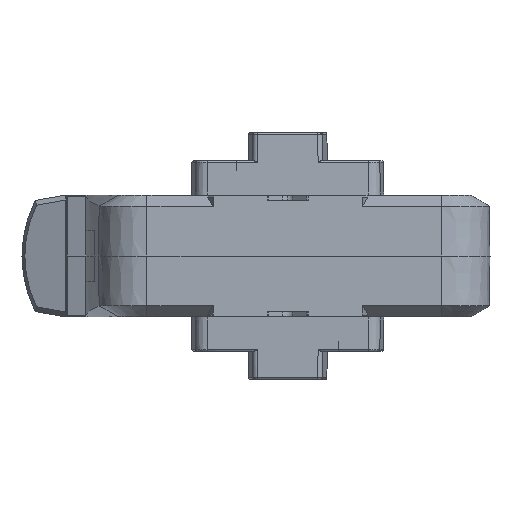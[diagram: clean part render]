
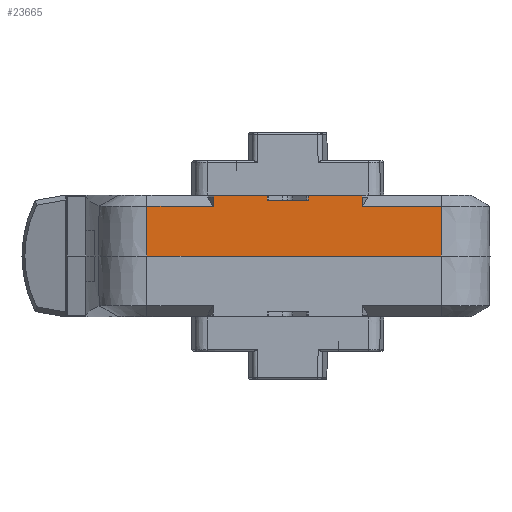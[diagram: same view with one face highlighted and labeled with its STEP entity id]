
A CAD part, left-side view. The second image highlights one B-rep face of the part: STEP entity #23665.
In plain terms, the highlighted planar face has unit normal (-1, 0, 0.009).
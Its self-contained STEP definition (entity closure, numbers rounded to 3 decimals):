
#21983 = VERTEX_POINT ( 'NONE', #37032 ) ;
#22103 = VERTEX_POINT ( 'NONE', #37280 ) ;
#22122 = EDGE_CURVE ( 'NONE', #21983, #22131, #34582, .T. ) ;
#22131 = VERTEX_POINT ( 'NONE', #37540 ) ;
#22132 = VERTEX_POINT ( 'NONE', #37539 ) ;
#22148 = EDGE_CURVE ( 'NONE', #22131, #22132, #37622, .T. ) ;
#22171 = EDGE_CURVE ( 'NONE', #22103, #22230, #37741, .T. ) ;
#22183 = EDGE_CURVE ( 'NONE', #22209, #22214, #37717, .T. ) ;
#22197 = EDGE_CURVE ( 'NONE', #22238, #21983, #37826, .T. ) ;
#22209 = VERTEX_POINT ( 'NONE', #37908 ) ;
#22214 = VERTEX_POINT ( 'NONE', #37899 ) ;
#22230 = VERTEX_POINT ( 'NONE', #37888 ) ;
#22238 = VERTEX_POINT ( 'NONE', #37877 ) ;
#23416 = VERTEX_POINT ( 'NONE', #40900 ) ;
#23429 = EDGE_CURVE ( 'NONE', #23416, #22238, #40858, .T. ) ;
#23433 = VERTEX_POINT ( 'NONE', #40907 ) ;
#23457 = EDGE_CURVE ( 'NONE', #22230, #23433, #40956, .T. ) ;
#23498 = EDGE_CURVE ( 'NONE', #23604, #22214, #41108, .T. ) ;
#23549 = EDGE_CURVE ( 'NONE', #22103, #23416, #41223, .T. ) ;
#23581 = EDGE_CURVE ( 'NONE', #22132, #23604, #41301, .T. ) ;
#23592 = EDGE_CURVE ( 'NONE', #23712, #22209, #41268, .T. ) ;
#23604 = VERTEX_POINT ( 'NONE', #40808 ) ;
#23638 = ORIENTED_EDGE ( 'NONE', *, *, #23592, .F. ) ;
#23640 = EDGE_CURVE ( 'NONE', #23775, #23778, #41411, .T. ) ;
#23641 = ORIENTED_EDGE ( 'NONE', *, *, #23549, .T. ) ;
#23645 = ORIENTED_EDGE ( 'NONE', *, *, #23640, .T. ) ;
#23647 = EDGE_CURVE ( 'NONE', #23778, #23433, #41442, .T. ) ;
#23652 = EDGE_LOOP ( 'NONE', ( #23773, #23776, #23781, #23638, #23779, #23645, #23753, #23786, #23759, #23641, #23755, #23764, #23774, #23768 ) ) ;
#23665 = ADVANCED_FACE ( 'NONE', ( #41436 ), #41519, .T. ) ;
#23712 = VERTEX_POINT ( 'NONE', #41554 ) ;
#23753 = ORIENTED_EDGE ( 'NONE', *, *, #23647, .T. ) ;
#23755 = ORIENTED_EDGE ( 'NONE', *, *, #23429, .T. ) ;
#23759 = ORIENTED_EDGE ( 'NONE', *, *, #22171, .F. ) ;
#23764 = ORIENTED_EDGE ( 'NONE', *, *, #22197, .T. ) ;
#23768 = ORIENTED_EDGE ( 'NONE', *, *, #22148, .T. ) ;
#23773 = ORIENTED_EDGE ( 'NONE', *, *, #23581, .T. ) ;
#23774 = ORIENTED_EDGE ( 'NONE', *, *, #22122, .T. ) ;
#23775 = VERTEX_POINT ( 'NONE', #41645 ) ;
#23776 = ORIENTED_EDGE ( 'NONE', *, *, #23498, .T. ) ;
#23778 = VERTEX_POINT ( 'NONE', #41721 ) ;
#23779 = ORIENTED_EDGE ( 'NONE', *, *, #23783, .T. ) ;
#23781 = ORIENTED_EDGE ( 'NONE', *, *, #22183, .F. ) ;
#23783 = EDGE_CURVE ( 'NONE', #23712, #23775, #41730, .T. ) ;
#23786 = ORIENTED_EDGE ( 'NONE', *, *, #23457, .F. ) ;
#34582 = LINE ( 'NONE', #36208, #36341 ) ;
#36208 = CARTESIAN_POINT ( 'NONE',  ( -132.801, 83., 10.35 ) ) ;
#36221 = DIRECTION ( 'NONE',  ( 0., 1., 0. ) ) ;
#36341 = VECTOR ( 'NONE', #36221, 1000. ) ;
#37032 = CARTESIAN_POINT ( 'NONE',  ( -132.801, -8.457, 10.35 ) ) ;
#37280 = CARTESIAN_POINT ( 'NONE',  ( -132.789, -30.564, 11.693 ) ) ;
#37539 = CARTESIAN_POINT ( 'NONE',  ( -132.784, 8.457, 12.3 ) ) ;
#37540 = CARTESIAN_POINT ( 'NONE',  ( -132.801, 8.457, 10.35 ) ) ;
#37621 = CARTESIAN_POINT ( 'NONE',  ( -132.791, 8.457, 11.425 ) ) ;
#37622 = LINE ( 'NONE', #37621, #37653 ) ;
#37652 = DIRECTION ( 'NONE',  ( 0.009, 0., 1. ) ) ;
#37653 = VECTOR ( 'NONE', #37652, 1000. ) ;
#37717 = LINE ( 'NONE', #37849, #37848 ) ;
#37733 = DIRECTION ( 'NONE',  ( -0.009, -0.006, -1. ) ) ;
#37734 = VECTOR ( 'NONE', #37733, 1000. ) ;
#37740 = CARTESIAN_POINT ( 'NONE',  ( -132.801, -30.573, 10.308 ) ) ;
#37741 = LINE ( 'NONE', #37740, #37734 ) ;
#37794 = DIRECTION ( 'NONE',  ( -0.009, 0., -1. ) ) ;
#37795 = VECTOR ( 'NONE', #37794, 1000. ) ;
#37824 = CARTESIAN_POINT ( 'NONE',  ( -132.791, -8.457, 11.425 ) ) ;
#37826 = LINE ( 'NONE', #37824, #37795 ) ;
#37846 = DIRECTION ( 'NONE',  ( 0.009, -0.006, 1. ) ) ;
#37848 = VECTOR ( 'NONE', #37846, 1000. ) ;
#37849 = CARTESIAN_POINT ( 'NONE',  ( -132.801, 30.573, 10.308 ) ) ;
#37877 = CARTESIAN_POINT ( 'NONE',  ( -132.784, -8.457, 12.3 ) ) ;
#37888 = CARTESIAN_POINT ( 'NONE',  ( -132.821, -30.587, 7.984 ) ) ;
#37899 = CARTESIAN_POINT ( 'NONE',  ( -132.789, 30.564, 11.7 ) ) ;
#37908 = CARTESIAN_POINT ( 'NONE',  ( -132.821, 30.587, 7.984 ) ) ;
#40808 = CARTESIAN_POINT ( 'NONE',  ( -132.784, 29.917, 12.3 ) ) ;
#40857 = CARTESIAN_POINT ( 'NONE',  ( -132.784, -8.457, 12.3 ) ) ;
#40858 = LINE ( 'NONE', #40857, #40993 ) ;
#40900 = CARTESIAN_POINT ( 'NONE',  ( -132.784, -29.92, 12.3 ) ) ;
#40907 = CARTESIAN_POINT ( 'NONE',  ( -132.821, -63., 7.984 ) ) ;
#40956 = LINE ( 'NONE', #40990, #40970 ) ;
#40969 = DIRECTION ( 'NONE',  ( 0., -1., 0. ) ) ;
#40970 = VECTOR ( 'NONE', #40969, 1000. ) ;
#40990 = CARTESIAN_POINT ( 'NONE',  ( -132.821, 83., 7.984 ) ) ;
#40992 = DIRECTION ( 'NONE',  ( 0., 1., 0. ) ) ;
#40993 = VECTOR ( 'NONE', #40992, 1000. ) ;
#41103 = DIRECTION ( 'NONE',  ( -0.006, 0.734, -0.679 ) ) ;
#41104 = VECTOR ( 'NONE', #41103, 1000. ) ;
#41106 = CARTESIAN_POINT ( 'NONE',  ( -132.725, 22.725, 18.96 ) ) ;
#41108 = LINE ( 'NONE', #41106, #41104 ) ;
#41207 = DIRECTION ( 'NONE',  ( 0.006, 0.728, 0.686 ) ) ;
#41209 = VECTOR ( 'NONE', #41207, 1000. ) ;
#41211 = CARTESIAN_POINT ( 'NONE',  ( -132.779, -29.344, 12.843 ) ) ;
#41223 = LINE ( 'NONE', #41211, #41209 ) ;
#41256 = DIRECTION ( 'NONE',  ( 0., -1., 0. ) ) ;
#41257 = CARTESIAN_POINT ( 'NONE',  ( -132.821, 83., 7.984 ) ) ;
#41268 = LINE ( 'NONE', #41257, #41381 ) ;
#41271 = DIRECTION ( 'NONE',  ( 0., 1., 0. ) ) ;
#41272 = VECTOR ( 'NONE', #41271, 1000. ) ;
#41300 = CARTESIAN_POINT ( 'NONE',  ( -132.784, 30.559, 12.3 ) ) ;
#41301 = LINE ( 'NONE', #41300, #41272 ) ;
#41381 = VECTOR ( 'NONE', #41256, 1000. ) ;
#41393 = DIRECTION ( 'NONE',  ( 0., -1., 0. ) ) ;
#41394 = VECTOR ( 'NONE', #41393, 1000. ) ;
#41398 = VECTOR ( 'NONE', #41523, 1000. ) ;
#41409 = CARTESIAN_POINT ( 'NONE',  ( -133., 83., -12.5 ) ) ;
#41411 = LINE ( 'NONE', #41409, #41394 ) ;
#41436 = FACE_OUTER_BOUND ( 'NONE', #23652, .T. ) ;
#41441 = CARTESIAN_POINT ( 'NONE',  ( -133., -63., -12.5 ) ) ;
#41442 = LINE ( 'NONE', #41441, #41398 ) ;
#41490 = DIRECTION ( 'NONE',  ( 0.009, 0., 1. ) ) ;
#41492 = DIRECTION ( 'NONE',  ( -1., 0., 0.009 ) ) ;
#41493 = CARTESIAN_POINT ( 'NONE',  ( -133., 83., -12.5 ) ) ;
#41500 = AXIS2_PLACEMENT_3D ( 'NONE', #41493, #41492, #41490 ) ;
#41519 = PLANE ( 'NONE',  #41500 ) ;
#41523 = DIRECTION ( 'NONE',  ( 0.009, 0., 1. ) ) ;
#41554 = CARTESIAN_POINT ( 'NONE',  ( -132.821, 57.731, 7.984 ) ) ;
#41645 = CARTESIAN_POINT ( 'NONE',  ( -133., 57.731, -12.5 ) ) ;
#41706 = DIRECTION ( 'NONE',  ( -0.009, 0., -1. ) ) ;
#41707 = VECTOR ( 'NONE', #41706, 1000. ) ;
#41721 = CARTESIAN_POINT ( 'NONE',  ( -133., -63., -12.5 ) ) ;
#41729 = CARTESIAN_POINT ( 'NONE',  ( -133., 57.731, -12.5 ) ) ;
#41730 = LINE ( 'NONE', #41729, #41707 ) ;
